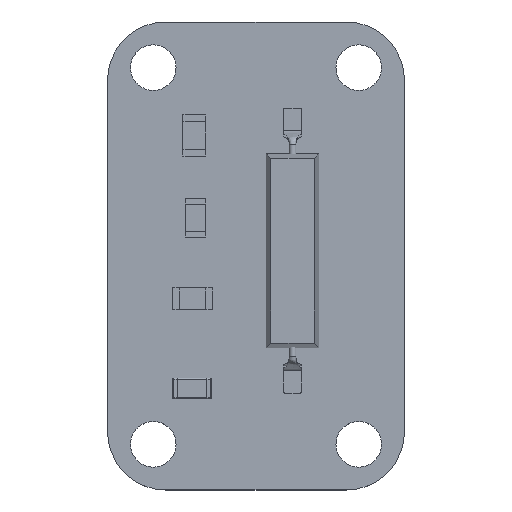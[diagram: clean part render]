
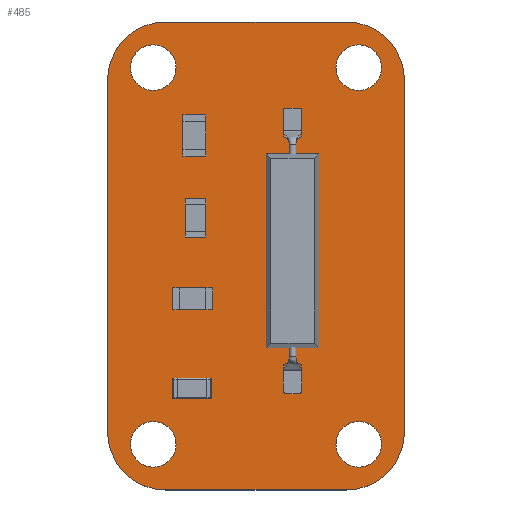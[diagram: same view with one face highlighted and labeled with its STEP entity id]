
A CAD part, top view. The second image highlights one B-rep face of the part: STEP entity #485.
In plain terms, the highlighted planar face has unit normal (0, 0, 1).
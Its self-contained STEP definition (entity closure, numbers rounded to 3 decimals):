
#76 = VERTEX_POINT('',#77);
#77 = CARTESIAN_POINT('',(101.54,64.,0.995));
#83 = EDGE_CURVE('',#76,#84,#86,.T.);
#84 = VERTEX_POINT('',#85);
#85 = CARTESIAN_POINT('',(99.,61.46,0.995));
#86 = CIRCLE('',#87,2.54);
#87 = AXIS2_PLACEMENT_3D('',#88,#89,#90);
#88 = CARTESIAN_POINT('',(101.54,61.46,0.995));
#89 = DIRECTION('',(0.,0.,1.));
#90 = DIRECTION('',(0.,1.,0.));
#116 = EDGE_CURVE('',#84,#117,#119,.T.);
#117 = VERTEX_POINT('',#118);
#118 = CARTESIAN_POINT('',(99.,46.04,0.995));
#119 = LINE('',#120,#121);
#120 = CARTESIAN_POINT('',(99.,61.46,0.995));
#121 = VECTOR('',#122,1.);
#122 = DIRECTION('',(0.,-1.,0.));
#147 = EDGE_CURVE('',#117,#148,#150,.T.);
#148 = VERTEX_POINT('',#149);
#149 = CARTESIAN_POINT('',(101.54,43.5,0.995));
#150 = CIRCLE('',#151,2.54);
#151 = AXIS2_PLACEMENT_3D('',#152,#153,#154);
#152 = CARTESIAN_POINT('',(101.54,46.04,0.995));
#153 = DIRECTION('',(0.,0.,1.));
#154 = DIRECTION('',(-1.,0.,0.));
#180 = EDGE_CURVE('',#148,#181,#183,.T.);
#181 = VERTEX_POINT('',#182);
#182 = CARTESIAN_POINT('',(109.46,43.5,0.995));
#183 = LINE('',#184,#185);
#184 = CARTESIAN_POINT('',(101.54,43.5,0.995));
#185 = VECTOR('',#186,1.);
#186 = DIRECTION('',(1.,0.,0.));
#211 = EDGE_CURVE('',#181,#212,#214,.T.);
#212 = VERTEX_POINT('',#213);
#213 = CARTESIAN_POINT('',(112.,46.04,0.995));
#214 = CIRCLE('',#215,2.54);
#215 = AXIS2_PLACEMENT_3D('',#216,#217,#218);
#216 = CARTESIAN_POINT('',(109.46,46.04,0.995));
#217 = DIRECTION('',(0.,0.,1.));
#218 = DIRECTION('',(0.,-1.,0.));
#244 = EDGE_CURVE('',#212,#245,#247,.T.);
#245 = VERTEX_POINT('',#246);
#246 = CARTESIAN_POINT('',(112.,61.46,0.995));
#247 = LINE('',#248,#249);
#248 = CARTESIAN_POINT('',(112.,46.04,0.995));
#249 = VECTOR('',#250,1.);
#250 = DIRECTION('',(0.,1.,0.));
#275 = EDGE_CURVE('',#245,#276,#278,.T.);
#276 = VERTEX_POINT('',#277);
#277 = CARTESIAN_POINT('',(109.46,64.,0.995));
#278 = CIRCLE('',#279,2.54);
#279 = AXIS2_PLACEMENT_3D('',#280,#281,#282);
#280 = CARTESIAN_POINT('',(109.46,61.46,0.995));
#281 = DIRECTION('',(0.,0.,1.));
#282 = DIRECTION('',(1.,0.,-0.));
#308 = EDGE_CURVE('',#276,#76,#309,.T.);
#309 = LINE('',#310,#311);
#310 = CARTESIAN_POINT('',(109.46,64.,0.995));
#311 = VECTOR('',#312,1.);
#312 = DIRECTION('',(-1.,0.,0.));
#332 = VERTEX_POINT('',#333);
#333 = CARTESIAN_POINT('',(102.,45.5,0.995));
#339 = EDGE_CURVE('',#332,#332,#340,.T.);
#340 = CIRCLE('',#341,1.);
#341 = AXIS2_PLACEMENT_3D('',#342,#343,#344);
#342 = CARTESIAN_POINT('',(101.,45.5,0.995));
#343 = DIRECTION('',(0.,0.,1.));
#344 = DIRECTION('',(1.,0.,-0.));
#365 = VERTEX_POINT('',#366);
#366 = CARTESIAN_POINT('',(102.,62.,0.995));
#372 = EDGE_CURVE('',#365,#365,#373,.T.);
#373 = CIRCLE('',#374,1.);
#374 = AXIS2_PLACEMENT_3D('',#375,#376,#377);
#375 = CARTESIAN_POINT('',(101.,62.,0.995));
#376 = DIRECTION('',(0.,0.,1.));
#377 = DIRECTION('',(1.,0.,-0.));
#398 = VERTEX_POINT('',#399);
#399 = CARTESIAN_POINT('',(111.,45.5,0.995));
#405 = EDGE_CURVE('',#398,#398,#406,.T.);
#406 = CIRCLE('',#407,1.);
#407 = AXIS2_PLACEMENT_3D('',#408,#409,#410);
#408 = CARTESIAN_POINT('',(110.,45.5,0.995));
#409 = DIRECTION('',(0.,0.,1.));
#410 = DIRECTION('',(1.,0.,-0.));
#431 = VERTEX_POINT('',#432);
#432 = CARTESIAN_POINT('',(111.,62.,0.995));
#438 = EDGE_CURVE('',#431,#431,#439,.T.);
#439 = CIRCLE('',#440,1.);
#440 = AXIS2_PLACEMENT_3D('',#441,#442,#443);
#441 = CARTESIAN_POINT('',(110.,62.,0.995));
#442 = DIRECTION('',(0.,0.,1.));
#443 = DIRECTION('',(1.,0.,-0.));
#485 = ADVANCED_FACE('',(#486,#496,#499,#502,#505),#508,.T.);
#486 = FACE_BOUND('',#487,.T.);
#487 = EDGE_LOOP('',(#488,#489,#490,#491,#492,#493,#494,#495));
#488 = ORIENTED_EDGE('',*,*,#83,.T.);
#489 = ORIENTED_EDGE('',*,*,#116,.T.);
#490 = ORIENTED_EDGE('',*,*,#147,.T.);
#491 = ORIENTED_EDGE('',*,*,#180,.T.);
#492 = ORIENTED_EDGE('',*,*,#211,.T.);
#493 = ORIENTED_EDGE('',*,*,#244,.T.);
#494 = ORIENTED_EDGE('',*,*,#275,.T.);
#495 = ORIENTED_EDGE('',*,*,#308,.T.);
#496 = FACE_BOUND('',#497,.T.);
#497 = EDGE_LOOP('',(#498));
#498 = ORIENTED_EDGE('',*,*,#339,.F.);
#499 = FACE_BOUND('',#500,.T.);
#500 = EDGE_LOOP('',(#501));
#501 = ORIENTED_EDGE('',*,*,#372,.F.);
#502 = FACE_BOUND('',#503,.T.);
#503 = EDGE_LOOP('',(#504));
#504 = ORIENTED_EDGE('',*,*,#405,.F.);
#505 = FACE_BOUND('',#506,.T.);
#506 = EDGE_LOOP('',(#507));
#507 = ORIENTED_EDGE('',*,*,#438,.F.);
#508 = PLANE('',#509);
#509 = AXIS2_PLACEMENT_3D('',#510,#511,#512);
#510 = CARTESIAN_POINT('',(105.5,53.75,0.995));
#511 = DIRECTION('',(0.,0.,1.));
#512 = DIRECTION('',(1.,0.,-0.));
